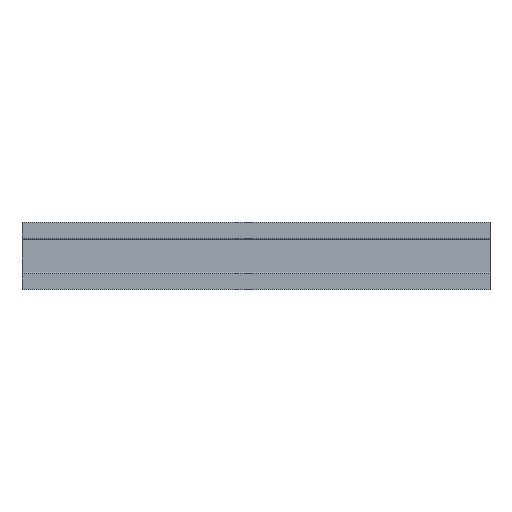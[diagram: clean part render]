
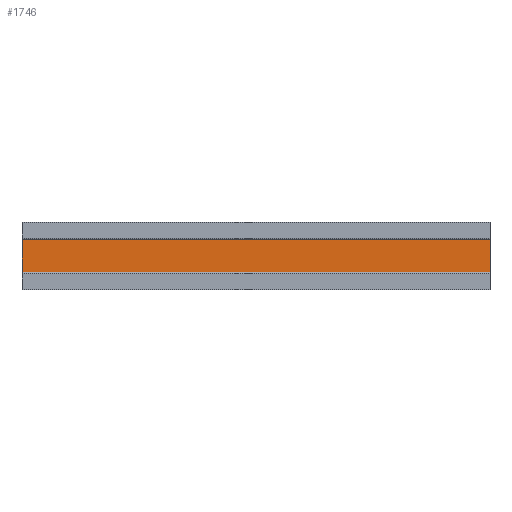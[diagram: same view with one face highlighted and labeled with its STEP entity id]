
A CAD part, top view. The second image highlights one B-rep face of the part: STEP entity #1746.
In plain terms, the highlighted planar face has unit normal (0, 0, 1).
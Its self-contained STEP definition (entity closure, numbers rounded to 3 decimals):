
#217=FACE_OUTER_BOUND('',#319,.T.);
#319=EDGE_LOOP('',(#1442,#1443,#1444,#1445));
#485=LINE('',#2867,#653);
#486=LINE('',#2870,#654);
#487=LINE('',#2872,#655);
#488=LINE('',#2873,#656);
#653=VECTOR('',#2377,10.);
#654=VECTOR('',#2380,10.);
#655=VECTOR('',#2381,10.);
#656=VECTOR('',#2382,10.);
#816=VERTEX_POINT('',#2863);
#817=VERTEX_POINT('',#2865);
#818=VERTEX_POINT('',#2869);
#819=VERTEX_POINT('',#2871);
#1049=EDGE_CURVE('',#816,#817,#485,.T.);
#1050=EDGE_CURVE('',#818,#816,#486,.T.);
#1051=EDGE_CURVE('',#819,#817,#487,.T.);
#1052=EDGE_CURVE('',#818,#819,#488,.T.);
#1442=ORIENTED_EDGE('',*,*,#1050,.T.);
#1443=ORIENTED_EDGE('',*,*,#1049,.T.);
#1444=ORIENTED_EDGE('',*,*,#1051,.F.);
#1445=ORIENTED_EDGE('',*,*,#1052,.F.);
#1583=PLANE('',#1919);
#1746=ADVANCED_FACE('',(#217),#1583,.T.);
#1919=AXIS2_PLACEMENT_3D('',#2868,#2378,#2379);
#2377=DIRECTION('',(1.,0.,0.));
#2378=DIRECTION('center_axis',(0.,0.,1.));
#2379=DIRECTION('ref_axis',(0.,-1.,0.));
#2380=DIRECTION('',(0.,-1.,0.));
#2381=DIRECTION('',(0.,-1.,0.));
#2382=DIRECTION('',(1.,0.,0.));
#2863=CARTESIAN_POINT('',(0.,-17.312,19.65));
#2865=CARTESIAN_POINT('',(500.,-17.312,19.65));
#2867=CARTESIAN_POINT('',(0.,-17.312,19.65));
#2868=CARTESIAN_POINT('Origin',(0.,17.312,19.65));
#2869=CARTESIAN_POINT('',(0.,17.312,19.65));
#2870=CARTESIAN_POINT('',(0.,17.312,19.65));
#2871=CARTESIAN_POINT('',(500.,17.312,19.65));
#2872=CARTESIAN_POINT('',(500.,17.312,19.65));
#2873=CARTESIAN_POINT('',(0.,17.312,19.65));
